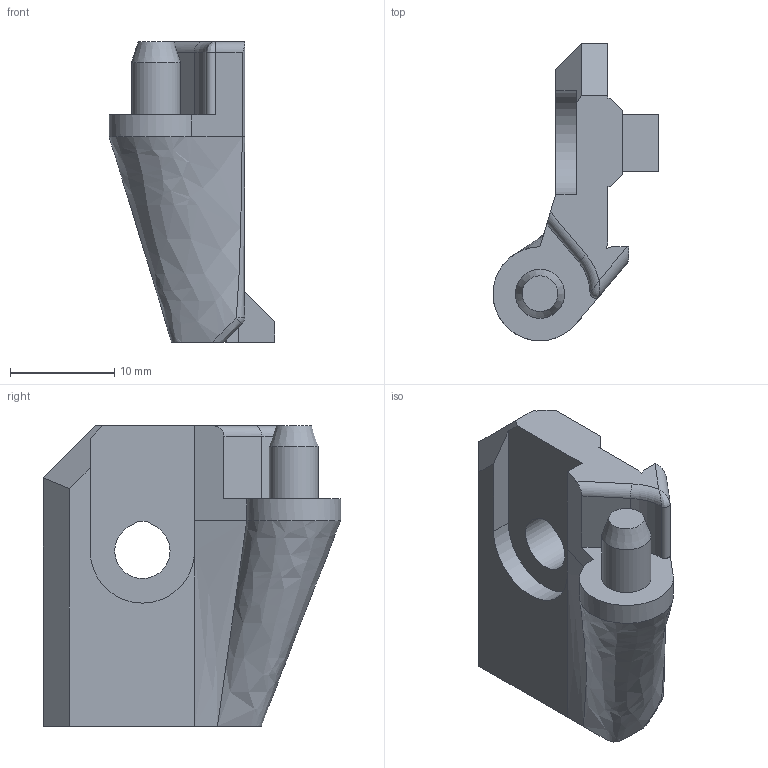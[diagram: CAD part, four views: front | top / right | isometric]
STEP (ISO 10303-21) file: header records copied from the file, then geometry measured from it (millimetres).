
FILE_DESCRIPTION(/* description */ (''),/* implementation_level */ '2;1');
FILE_NAME(/* name */ 'rambo_hinge_lower v1.step',/* time_stamp */ '2020-05-09T15:10:51+09:00',/* author */ (''),/* organization */ (''),/* preprocessor_version */ 'ST-DEVELOPER v18',/* originating_system */ 'Autodesk Translation Framework v8.12.0.6',/* authorisation */ '');
FILE_SCHEMA (('AUTOMOTIVE_DESIGN { 1 0 10303 214 3 1 1 }'));
Length unit declared in the file: millimetre
Products named in the file (2): rambo_hinge_lower; rambo_hinge_lower_1
Assembly tree (1 placements, depth 2):
  rambo_hinge_lower
    rambo_hinge_lower_1
Bounding box: 15.9 x 28.5 x 28.8 mm (x, y, z)
Volume: 3914.7 mm3; surface area: 2331.8 mm2
Topology: 1 solids, 2 shells, 61 faces, 151 edges, 97 vertices
Faces by surface type: plane 39, cylinder 14, bspline 5, sphere 1, torus 1, cone 1
Full cylindrical faces by diameter (mm): 0.101 x1, 1.5 x3, 4.7 x1
Entity records: 2048 total; most frequent: CARTESIAN_POINT 543, ORIENTED_EDGE 300, DIRECTION 293, EDGE_CURVE 150, LINE 109, VECTOR 109, VERTEX_POINT 97, AXIS2_PLACEMENT_3D 92
